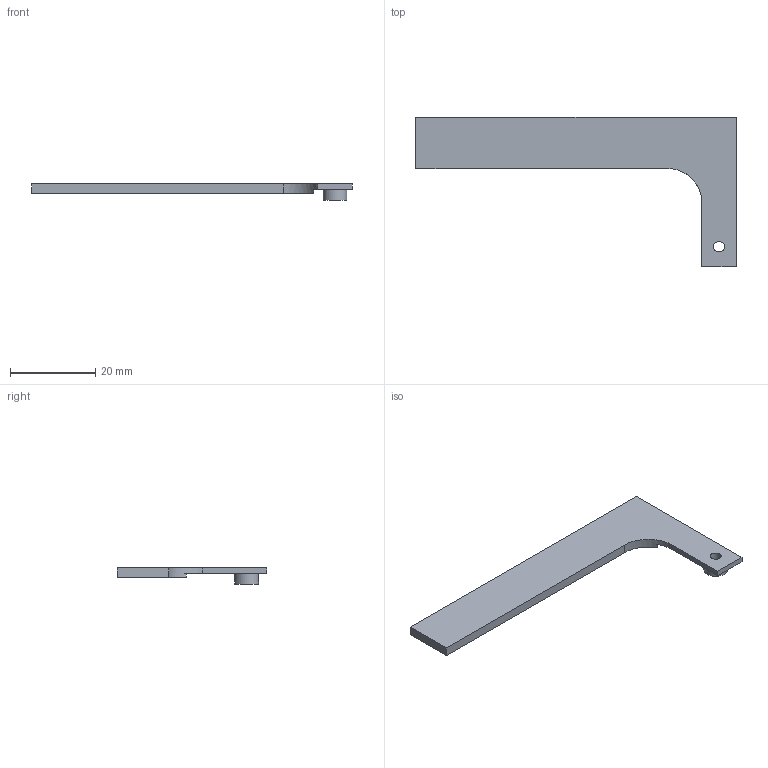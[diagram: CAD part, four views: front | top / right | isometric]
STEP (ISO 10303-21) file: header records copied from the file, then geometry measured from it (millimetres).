
FILE_DESCRIPTION(('FreeCAD Model'),'2;1');
FILE_NAME('hcu_heatsink.step', '2018-11-07T17:13:42',('kicad StepUp'),('ksu MCAD'), 'Open CASCADE STEP processor 6.9','FreeCAD','Unknown');
FILE_SCHEMA(('AUTOMOTIVE_DESIGN { 1 0 10303 214 1 1 1 1 }'));
Length unit declared in the file: millimetre
Products named in the file (1): hcu_heatsink_01
Bounding box: 75 x 35 x 3.8 mm (x, y, z)
Volume: 2190.3 mm3; surface area: 2686.5 mm2
Topology: 1 solids, 1 shells, 14 faces, 33 edges, 22 vertices
Faces by surface type: plane 11, cylinder 3
Full cylindrical faces by diameter (mm): 2.5 x1, 5.6 x1
Entity records: 429 total; most frequent: CARTESIAN_POINT 70, DIRECTION 70, ORIENTED_EDGE 66, EDGE_CURVE 33, LINE 26, VECTOR 26, AXIS2_PLACEMENT_3D 22, VERTEX_POINT 22
